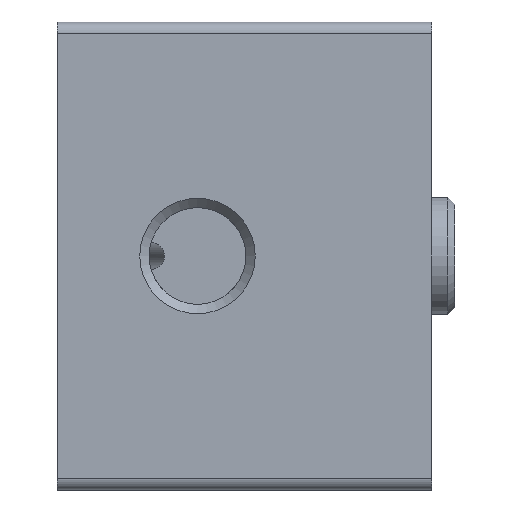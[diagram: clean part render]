
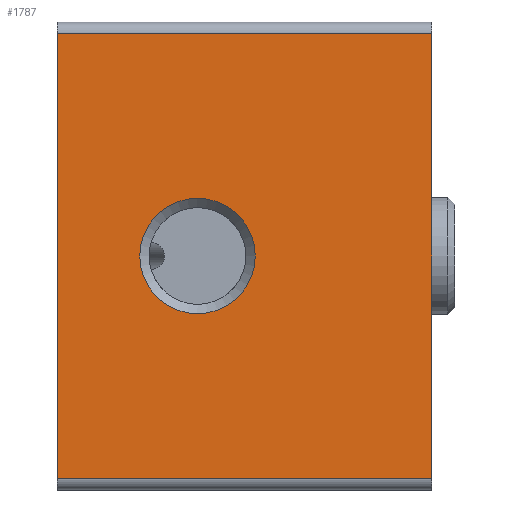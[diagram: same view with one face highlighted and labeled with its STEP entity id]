
A CAD part, left-side view. The second image highlights one B-rep face of the part: STEP entity #1787.
In plain terms, the highlighted planar face has unit normal (-1, 0, 0).
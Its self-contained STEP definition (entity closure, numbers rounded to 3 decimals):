
#305=CARTESIAN_POINT('',(-12.5,8.0,-9.5));
#306=VERTEX_POINT('',#305);
#314=CARTESIAN_POINT('',(-12.5,8.0,9.5));
#315=VERTEX_POINT('',#314);
#316=CARTESIAN_POINT('',(-12.5,8.0,9.5));
#317=DIRECTION('',(0.0,0.0,-1.0));
#318=VECTOR('',#317,19.);
#319=LINE('',#316,#318);
#320=EDGE_CURVE('',#315,#306,#319,.T.);
#1237=CARTESIAN_POINT('',(-12.5,-8.0,9.5));
#1238=VERTEX_POINT('',#1237);
#1246=CARTESIAN_POINT('',(-12.5,-8.0,-9.5));
#1247=VERTEX_POINT('',#1246);
#1248=CARTESIAN_POINT('',(-12.5,-8.0,-9.5));
#1249=DIRECTION('',(0.0,0.0,1.0));
#1250=VECTOR('',#1249,19.);
#1251=LINE('',#1248,#1250);
#1252=EDGE_CURVE('',#1247,#1238,#1251,.T.);
#1738=CARTESIAN_POINT('',(-12.5,2.0,2.467));
#1739=VERTEX_POINT('',#1738);
#1740=CARTESIAN_POINT('',(-12.5,2.0,0.0));
#1741=DIRECTION('',(-1.0,0.0,0.0));
#1742=DIRECTION('',(0.0,0.0,-1.0));
#1743=AXIS2_PLACEMENT_3D('',#1740,#1741,#1742);
#1744=CIRCLE('',#1743,2.467);
#1745=EDGE_CURVE('',#1739,#1739,#1744,.T.);
#1763=CARTESIAN_POINT('',(-12.5,0.0,9.5));
#1764=DIRECTION('',(-1.0,0.0,0.0));
#1765=DIRECTION('',(0.0,0.0,1.0));
#1766=AXIS2_PLACEMENT_3D('',#1763,#1764,#1765);
#1767=PLANE('',#1766);
#1768=ORIENTED_EDGE('',*,*,#320,.T.);
#1769=CARTESIAN_POINT('',(-12.5,8.0,-9.5));
#1770=DIRECTION('',(0.0,-1.0,0.0));
#1771=VECTOR('',#1770,16.0);
#1772=LINE('',#1769,#1771);
#1773=EDGE_CURVE('',#306,#1247,#1772,.T.);
#1774=ORIENTED_EDGE('',*,*,#1773,.T.);
#1775=ORIENTED_EDGE('',*,*,#1252,.T.);
#1776=CARTESIAN_POINT('',(-12.5,-8.0,9.5));
#1777=DIRECTION('',(0.0,1.0,0.0));
#1778=VECTOR('',#1777,16.0);
#1779=LINE('',#1776,#1778);
#1780=EDGE_CURVE('',#1238,#315,#1779,.T.);
#1781=ORIENTED_EDGE('',*,*,#1780,.T.);
#1782=EDGE_LOOP('',(#1768,#1774,#1775,#1781));
#1783=FACE_OUTER_BOUND('',#1782,.T.);
#1784=ORIENTED_EDGE('',*,*,#1745,.F.);
#1785=EDGE_LOOP('',(#1784));
#1786=FACE_BOUND('',#1785,.T.);
#1787=ADVANCED_FACE('',(#1783,#1786),#1767,.T.);
